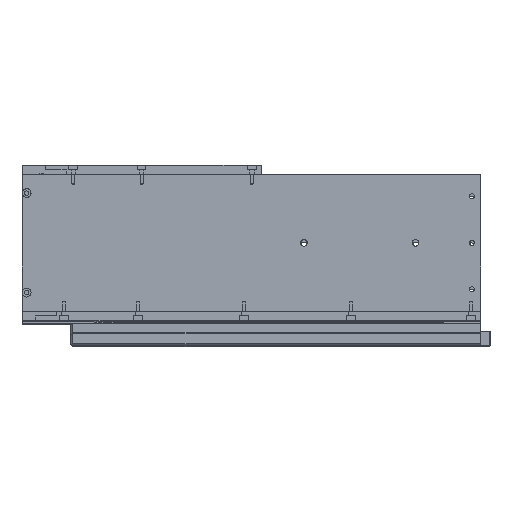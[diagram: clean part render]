
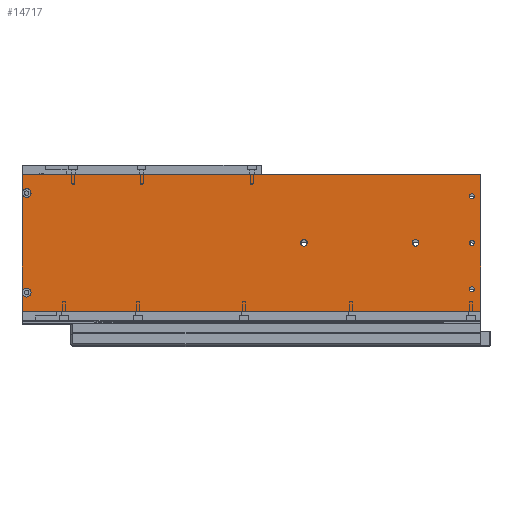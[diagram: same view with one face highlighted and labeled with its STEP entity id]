
A CAD part, top view. The second image highlights one B-rep face of the part: STEP entity #14717.
In plain terms, the highlighted face is planar.
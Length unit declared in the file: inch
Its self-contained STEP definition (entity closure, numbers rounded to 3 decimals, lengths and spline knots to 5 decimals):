
#786=FACE_BOUND('',#4144,.T.);
#787=FACE_BOUND('',#4145,.T.);
#788=FACE_BOUND('',#4146,.T.);
#789=FACE_BOUND('',#4147,.T.);
#790=FACE_BOUND('',#4148,.T.);
#791=FACE_BOUND('',#4149,.T.);
#792=FACE_BOUND('',#4150,.T.);
#1593=CIRCLE('',#16322,0.0885);
#1595=CIRCLE('',#16325,0.0885);
#1597=CIRCLE('',#16328,0.0665);
#1599=CIRCLE('',#16331,0.0665);
#1601=CIRCLE('',#16334,0.0665);
#1604=CIRCLE('',#16339,0.118);
#1608=CIRCLE('',#16346,0.118);
#2784=FACE_OUTER_BOUND('',#4143,.T.);
#4143=EDGE_LOOP('',(#12638,#12639,#12640,#12641));
#4144=EDGE_LOOP('',(#12642));
#4145=EDGE_LOOP('',(#12643));
#4146=EDGE_LOOP('',(#12644));
#4147=EDGE_LOOP('',(#12645));
#4148=EDGE_LOOP('',(#12646));
#4149=EDGE_LOOP('',(#12647));
#4150=EDGE_LOOP('',(#12648));
#5358=LINE('',#24222,#6409);
#5363=LINE('',#24232,#6414);
#5364=LINE('',#24235,#6415);
#5365=LINE('',#24236,#6416);
#6409=VECTOR('',#19950,0.3937);
#6414=VECTOR('',#19959,0.3937);
#6415=VECTOR('',#19962,0.3937);
#6416=VECTOR('',#19963,0.3937);
#7708=VERTEX_POINT('',#24170);
#7710=VERTEX_POINT('',#24175);
#7712=VERTEX_POINT('',#24180);
#7714=VERTEX_POINT('',#24185);
#7716=VERTEX_POINT('',#24190);
#7719=VERTEX_POINT('',#24198);
#7723=VERTEX_POINT('',#24209);
#7725=VERTEX_POINT('',#24215);
#7728=VERTEX_POINT('',#24220);
#7731=VERTEX_POINT('',#24230);
#7732=VERTEX_POINT('',#24234);
#9439=EDGE_CURVE('',#7708,#7708,#1593,.T.);
#9441=EDGE_CURVE('',#7710,#7710,#1595,.T.);
#9443=EDGE_CURVE('',#7712,#7712,#1597,.T.);
#9445=EDGE_CURVE('',#7714,#7714,#1599,.T.);
#9447=EDGE_CURVE('',#7716,#7716,#1601,.T.);
#9450=EDGE_CURVE('',#7719,#7719,#1604,.T.);
#9454=EDGE_CURVE('',#7723,#7723,#1608,.T.);
#9459=EDGE_CURVE('',#7728,#7725,#5358,.T.);
#9464=EDGE_CURVE('',#7731,#7728,#5363,.T.);
#9465=EDGE_CURVE('',#7732,#7731,#5364,.T.);
#9466=EDGE_CURVE('',#7725,#7732,#5365,.T.);
#12638=ORIENTED_EDGE('',*,*,#9464,.F.);
#12639=ORIENTED_EDGE('',*,*,#9465,.F.);
#12640=ORIENTED_EDGE('',*,*,#9466,.F.);
#12641=ORIENTED_EDGE('',*,*,#9459,.F.);
#12642=ORIENTED_EDGE('',*,*,#9439,.T.);
#12643=ORIENTED_EDGE('',*,*,#9441,.T.);
#12644=ORIENTED_EDGE('',*,*,#9443,.T.);
#12645=ORIENTED_EDGE('',*,*,#9445,.T.);
#12646=ORIENTED_EDGE('',*,*,#9447,.T.);
#12647=ORIENTED_EDGE('',*,*,#9450,.T.);
#12648=ORIENTED_EDGE('',*,*,#9454,.T.);
#13997=PLANE('',#16352);
#14717=ADVANCED_FACE('',(#2784,#786,#787,#788,#789,#790,#791,#792),#13997,
 .T.);
#16322=AXIS2_PLACEMENT_3D('',#24171,#19891,#19892);
#16325=AXIS2_PLACEMENT_3D('',#24176,#19897,#19898);
#16328=AXIS2_PLACEMENT_3D('',#24181,#19903,#19904);
#16331=AXIS2_PLACEMENT_3D('',#24186,#19909,#19910);
#16334=AXIS2_PLACEMENT_3D('',#24191,#19915,#19916);
#16339=AXIS2_PLACEMENT_3D('',#24199,#19925,#19926);
#16346=AXIS2_PLACEMENT_3D('',#24210,#19939,#19940);
#16352=AXIS2_PLACEMENT_3D('',#24233,#19960,#19961);
#19891=DIRECTION('center_axis',(-1.,0.,0.));
#19892=DIRECTION('ref_axis',(0.,1.,0.));
#19897=DIRECTION('center_axis',(-1.,0.,0.));
#19898=DIRECTION('ref_axis',(0.,1.,0.));
#19903=DIRECTION('center_axis',(-1.,0.,0.));
#19904=DIRECTION('ref_axis',(0.,1.,0.));
#19909=DIRECTION('center_axis',(-1.,0.,0.));
#19910=DIRECTION('ref_axis',(0.,1.,0.));
#19915=DIRECTION('center_axis',(-1.,0.,0.));
#19916=DIRECTION('ref_axis',(0.,1.,0.));
#19925=DIRECTION('center_axis',(-1.,0.,0.));
#19926=DIRECTION('ref_axis',(0.,1.,0.));
#19939=DIRECTION('center_axis',(-1.,0.,0.));
#19940=DIRECTION('ref_axis',(0.,1.,0.));
#19950=DIRECTION('',(0.,0.,1.));
#19959=DIRECTION('',(0.,-1.,0.));
#19960=DIRECTION('center_axis',(1.,0.,0.));
#19961=DIRECTION('ref_axis',(0.,0.,-1.));
#19962=DIRECTION('',(0.,0.,-1.));
#19963=DIRECTION('',(0.,1.,0.));
#24170=CARTESIAN_POINT('',(0.,0.089,-10.573));
#24171=CARTESIAN_POINT('Origin',(0.,0.0005,-10.573));
#24175=CARTESIAN_POINT('',(0.,0.089,-7.573));
#24176=CARTESIAN_POINT('Origin',(0.,0.0005,-7.573));
#24180=CARTESIAN_POINT('',(0.,1.317,-12.087));
#24181=CARTESIAN_POINT('Origin',(0.,1.2505,-12.087));
#24185=CARTESIAN_POINT('',(0.,0.067,-12.087));
#24186=CARTESIAN_POINT('Origin',(0.,0.0005,-12.087));
#24190=CARTESIAN_POINT('',(0.,-1.183,-12.087));
#24191=CARTESIAN_POINT('Origin',(0.,-1.2495,-12.087));
#24198=CARTESIAN_POINT('',(0.,1.4545,-0.125));
#24199=CARTESIAN_POINT('Origin',(0.,1.3365,-0.125));
#24209=CARTESIAN_POINT('',(0.,-1.2185,-0.125));
#24210=CARTESIAN_POINT('Origin',(0.,-1.3365,-0.125));
#24215=CARTESIAN_POINT('',(0.,-1.8365,0.));
#24220=CARTESIAN_POINT('',(0.,-1.8365,-12.32));
#24222=CARTESIAN_POINT('',(0.,-1.8365,-12.32));
#24230=CARTESIAN_POINT('',(0.,1.8365,-12.32));
#24232=CARTESIAN_POINT('',(0.,0.,-12.32));
#24233=CARTESIAN_POINT('Origin',(0.,0.,0.));
#24234=CARTESIAN_POINT('',(0.,1.8365,0.));
#24235=CARTESIAN_POINT('',(0.,1.8365,-12.32));
#24236=CARTESIAN_POINT('',(0.,0.,0.));
